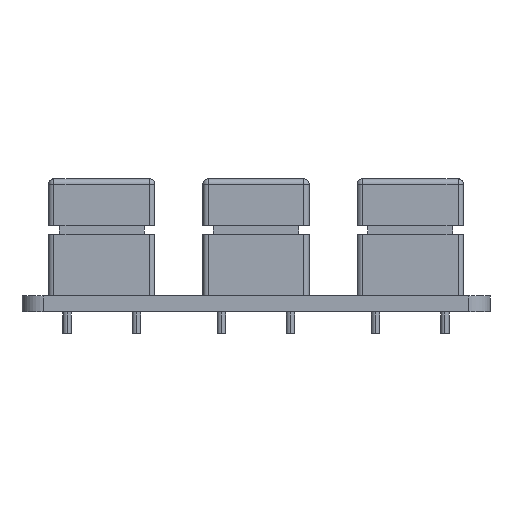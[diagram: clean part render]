
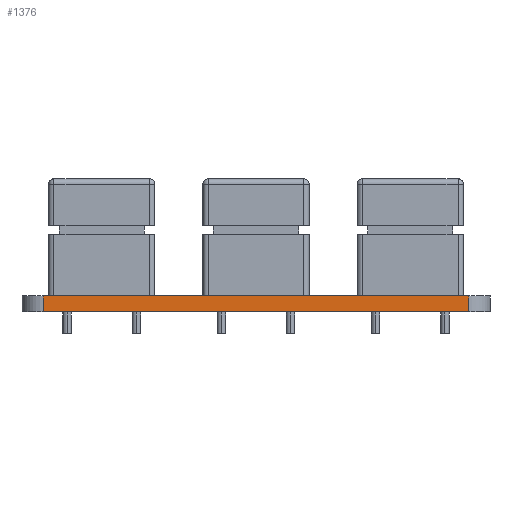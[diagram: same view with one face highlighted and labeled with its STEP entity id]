
A CAD part, left-side view. The second image highlights one B-rep face of the part: STEP entity #1376.
In plain terms, the highlighted planar face has unit normal (-1, 0, 0).
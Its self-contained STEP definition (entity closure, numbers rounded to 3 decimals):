
#17 = CARTESIAN_POINT ( 'NONE',  ( -35.602, 28.873, 1.5 ) ) ;
#142 = DIRECTION ( 'NONE',  ( 1., 0., 0. ) ) ;
#149 = DIRECTION ( 'NONE',  ( 0., -1., 0. ) ) ;
#170 = PLANE ( 'NONE',  #1882 ) ;
#269 = ORIENTED_EDGE ( 'NONE', *, *, #2593, .T. ) ;
#303 = DIRECTION ( 'NONE',  ( 0., -1., 0. ) ) ;
#346 = LINE ( 'NONE', #1153, #1077 ) ;
#473 = VERTEX_POINT ( 'NONE', #2129 ) ;
#607 = ORIENTED_EDGE ( 'NONE', *, *, #903, .T. ) ;
#691 = VERTEX_POINT ( 'NONE', #17 ) ;
#736 = LINE ( 'NONE', #1076, #2310 ) ;
#777 = ORIENTED_EDGE ( 'NONE', *, *, #2476, .T. ) ;
#794 = CARTESIAN_POINT ( 'NONE',  ( -35.602, 30.873, 1.5 ) ) ;
#809 = VERTEX_POINT ( 'NONE', #2538 ) ;
#842 = LINE ( 'NONE', #1222, #2432 ) ;
#903 = EDGE_CURVE ( 'NONE', #691, #1946, #736, .T. ) ;
#973 = DIRECTION ( 'NONE',  ( 0., 1., 0. ) ) ;
#1076 = CARTESIAN_POINT ( 'NONE',  ( -35.602, 28.873, 1.5 ) ) ;
#1077 = VECTOR ( 'NONE', #149, 1000. ) ;
#1153 = CARTESIAN_POINT ( 'NONE',  ( -35.602, 30.873, 0. ) ) ;
#1222 = CARTESIAN_POINT ( 'NONE',  ( -35.602, -11.127, 1.5 ) ) ;
#1361 = CARTESIAN_POINT ( 'NONE',  ( -35.602, 28.873, 0. ) ) ;
#1376 = ADVANCED_FACE ( 'NONE', ( #2605 ), #170, .F. ) ;
#1751 = EDGE_CURVE ( 'NONE', #691, #809, #2140, .T. ) ;
#1800 = DIRECTION ( 'NONE',  ( 0., 0., 1. ) ) ;
#1882 = AXIS2_PLACEMENT_3D ( 'NONE', #794, #142, #973 ) ;
#1946 = VERTEX_POINT ( 'NONE', #1361 ) ;
#1988 = ORIENTED_EDGE ( 'NONE', *, *, #1751, .F. ) ;
#2013 = EDGE_LOOP ( 'NONE', ( #777, #269, #1988, #607 ) ) ;
#2129 = CARTESIAN_POINT ( 'NONE',  ( -35.602, -11.127, 0. ) ) ;
#2140 = LINE ( 'NONE', #2542, #2271 ) ;
#2271 = VECTOR ( 'NONE', #303, 1000. ) ;
#2310 = VECTOR ( 'NONE', #2510, 1000. ) ;
#2432 = VECTOR ( 'NONE', #1800, 1000. ) ;
#2476 = EDGE_CURVE ( 'NONE', #1946, #473, #346, .T. ) ;
#2510 = DIRECTION ( 'NONE',  ( 0., 0., -1. ) ) ;
#2538 = CARTESIAN_POINT ( 'NONE',  ( -35.602, -11.127, 1.5 ) ) ;
#2542 = CARTESIAN_POINT ( 'NONE',  ( -35.602, 30.873, 1.5 ) ) ;
#2593 = EDGE_CURVE ( 'NONE', #473, #809, #842, .T. ) ;
#2605 = FACE_OUTER_BOUND ( 'NONE', #2013, .T. ) ;
